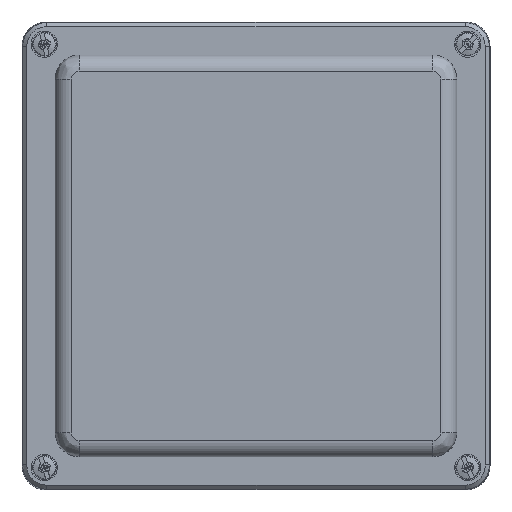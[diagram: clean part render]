
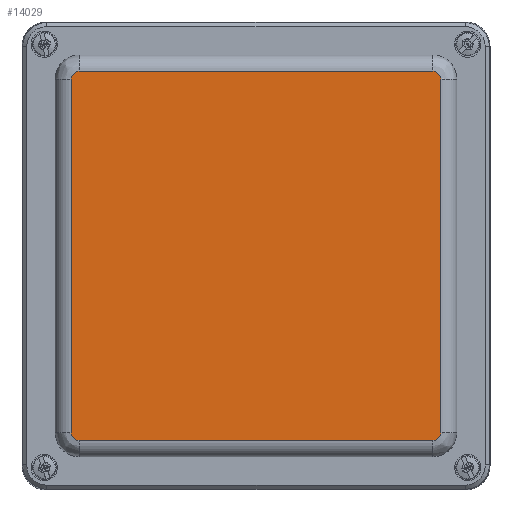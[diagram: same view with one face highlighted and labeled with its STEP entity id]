
A CAD part, top view. The second image highlights one B-rep face of the part: STEP entity #14029.
In plain terms, the highlighted planar face has unit normal (0, 0, 1).
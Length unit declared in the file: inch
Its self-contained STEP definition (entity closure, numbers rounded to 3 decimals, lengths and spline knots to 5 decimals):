
#1257=CIRCLE($,#15494,0.12012);
#1259=CIRCLE($,#15496,0.12012);
#1265=CIRCLE($,#15504,0.12012);
#1267=CIRCLE($,#15506,0.12012);
#1700=PLANE($,#15510);
#2414=FACE_OUTER_BOUND($,#3366,.T.);
#3366=EDGE_LOOP($,(#11883,#11884,#11885,#11886,#11887,#11888,#11889,#11890));
#4313=LINE($,#35068,#5304);
#4315=LINE($,#35104,#5306);
#4317=LINE($,#35108,#5308);
#4319=LINE($,#35141,#5310);
#5304=VECTOR($,#19032,5.45704);
#5306=VECTOR($,#19052,5.45704);
#5308=VECTOR($,#19056,5.45704);
#5310=VECTOR($,#19074,5.45704);
#6709=VERTEX_POINT($,#35065);
#6710=VERTEX_POINT($,#35067);
#6713=VERTEX_POINT($,#35082);
#6714=VERTEX_POINT($,#35095);
#6717=VERTEX_POINT($,#35102);
#6718=VERTEX_POINT($,#35107);
#6721=VERTEX_POINT($,#35122);
#6722=VERTEX_POINT($,#35135);
#8509=EDGE_CURVE($,#6709,#6710,#4313,.T.);
#8513=EDGE_CURVE($,#6713,#6709,#1257,.T.);
#8515=EDGE_CURVE($,#6710,#6714,#1259,.T.);
#8519=EDGE_CURVE($,#6717,#6713,#4315,.T.);
#8521=EDGE_CURVE($,#6714,#6718,#4317,.T.);
#8525=EDGE_CURVE($,#6721,#6717,#1265,.T.);
#8527=EDGE_CURVE($,#6718,#6722,#1267,.T.);
#8530=EDGE_CURVE($,#6722,#6721,#4319,.T.);
#11883=ORIENTED_EDGE($,*,*,#8509,.F.);
#11884=ORIENTED_EDGE($,*,*,#8513,.F.);
#11885=ORIENTED_EDGE($,*,*,#8519,.F.);
#11886=ORIENTED_EDGE($,*,*,#8525,.F.);
#11887=ORIENTED_EDGE($,*,*,#8530,.F.);
#11888=ORIENTED_EDGE($,*,*,#8527,.F.);
#11889=ORIENTED_EDGE($,*,*,#8521,.F.);
#11890=ORIENTED_EDGE($,*,*,#8515,.F.);
#14029=ADVANCED_FACE($,(#2414),#1700,.T.);
#15494=AXIS2_PLACEMENT_3D($,#35084,#19038,#19039);
#15496=AXIS2_PLACEMENT_3D($,#35096,#19042,#19043);
#15504=AXIS2_PLACEMENT_3D($,#35124,#19062,#19063);
#15506=AXIS2_PLACEMENT_3D($,#35136,#19066,#19067);
#15510=AXIS2_PLACEMENT_3D($,#35143,#19076,#19077);
#19032=DIRECTION($,(-1.,0.,0.));
#19038=DIRECTION('center_axis',(0.,0.,-1.));
#19039=DIRECTION('ref_axis',(0.707,-0.707,0.));
#19042=DIRECTION('center_axis',(0.,0.,-1.));
#19043=DIRECTION('ref_axis',(-0.707,-0.707,0.));
#19052=DIRECTION($,(0.,-1.,0.));
#19056=DIRECTION($,(0.,1.,0.));
#19062=DIRECTION('center_axis',(0.,0.,-1.));
#19063=DIRECTION('ref_axis',(0.707,0.707,0.));
#19066=DIRECTION('center_axis',(0.,0.,-1.));
#19067=DIRECTION('ref_axis',(-0.707,0.707,0.));
#19074=DIRECTION($,(1.,0.,0.));
#19076=DIRECTION('center_axis',(0.,0.,1.));
#19077=DIRECTION('ref_axis',(1.,0.,0.));
#35065=CARTESIAN_POINT('',(2.72852,-2.84863,1.));
#35067=CARTESIAN_POINT('',(-2.72852,-2.84863,1.));
#35068=CARTESIAN_POINT($,(2.72852,-2.84863,1.));
#35082=CARTESIAN_POINT('',(2.84863,-2.72852,1.));
#35084=CARTESIAN_POINT('Origin',(2.72852,-2.72852,1.));
#35095=CARTESIAN_POINT('',(-2.84863,-2.72852,1.));
#35096=CARTESIAN_POINT('Origin',(-2.72852,-2.72852,1.));
#35102=CARTESIAN_POINT('',(2.84863,2.72852,1.));
#35104=CARTESIAN_POINT($,(2.84863,2.72852,1.));
#35107=CARTESIAN_POINT('',(-2.84863,2.72852,1.));
#35108=CARTESIAN_POINT($,(-2.84863,-2.72852,1.));
#35122=CARTESIAN_POINT('',(2.72852,2.84863,1.));
#35124=CARTESIAN_POINT('Origin',(2.72852,2.72852,1.));
#35135=CARTESIAN_POINT('',(-2.72852,2.84863,1.));
#35136=CARTESIAN_POINT('Origin',(-2.72852,2.72852,1.));
#35141=CARTESIAN_POINT($,(-2.72852,2.84863,1.));
#35143=CARTESIAN_POINT('Origin',(0.,0.,1.));
